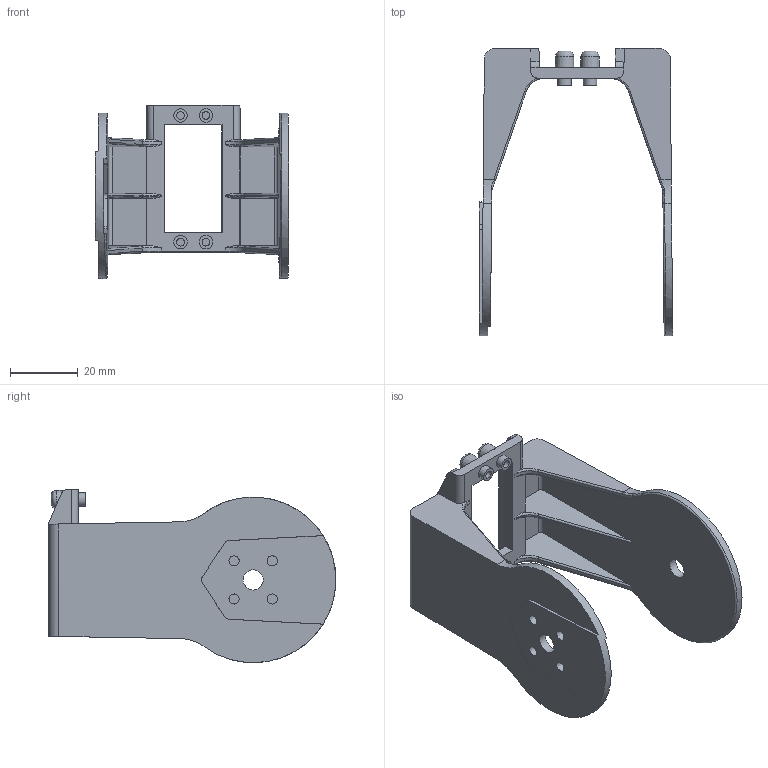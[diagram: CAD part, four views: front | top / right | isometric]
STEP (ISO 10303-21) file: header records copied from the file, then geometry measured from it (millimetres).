
FILE_DESCRIPTION(/* description */ (''),/* implementation_level */ '2;1');
FILE_NAME(/* name */ 'STAFFA-POLSO_36 (2).stp',/* time_stamp */ '2023-04-03T19:22:18+08:00',/* author */ ('DELL'),/* organization */ (''),/* preprocessor_version */ 'ST-DEVELOPER v17',/* originating_system */ 'Autodesk Inventor 2019',/* authorisation */ '');
FILE_SCHEMA (('AUTOMOTIVE_DESIGN { 1 0 10303 214 3 1 1 }'));
Length unit declared in the file: millimetre
Products named in the file (1): STAFFA-POLSO_36
Bounding box: 57.24 x 85.2 x 51.3 mm (x, y, z)
Volume: 24996.7 mm3; surface area: 21348.5 mm2
Topology: 1 solids, 1 shells, 169 faces, 477 edges, 321 vertices
Faces by surface type: plane 72, cylinder 64, bspline 24, cone 7, torus 2
Full cylindrical faces by diameter (mm): 2.3 x4, 3 x4, 4 x4, 6 x2
Entity records: 6953 total; most frequent: CARTESIAN_POINT 2493, ORIENTED_EDGE 952, DIRECTION 919, EDGE_CURVE 476, AXIS2_PLACEMENT_3D 348, VERTEX_POINT 321, LINE 223, VECTOR 223
